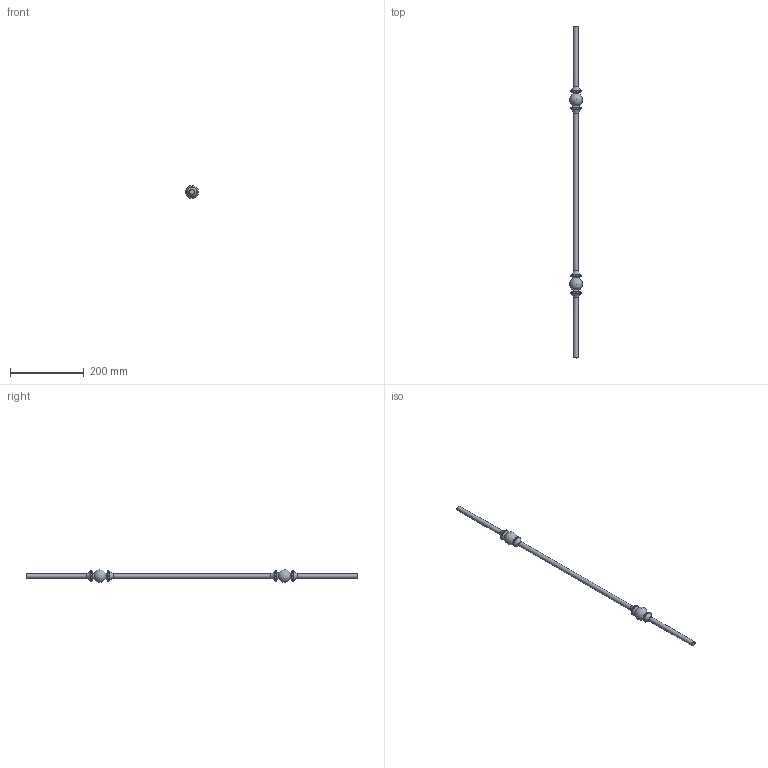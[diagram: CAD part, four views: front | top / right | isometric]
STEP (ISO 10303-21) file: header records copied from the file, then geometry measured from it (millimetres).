
FILE_DESCRIPTION (( 'STEP AP203' ), '1' );
FILE_NAME ('1286.STEP', '2024-04-16T11:06:48', ( '' ), ( '' ), 'SwSTEP 2.0', 'SolidWorks 2018', '' );
FILE_SCHEMA (( 'CONFIG_CONTROL_DESIGN' ));
Length unit declared in the file: millimetre
Products named in the file (1): 1286
Bounding box: 34.82 x 900 x 35 mm (x, y, z)
Volume: 172321.7 mm3; surface area: 45215.6 mm2
Topology: 1 solids, 1 shells, 198 faces, 510 edges, 332 vertices
Faces by surface type: plane 89, bspline 80, torus 16, cylinder 7, cone 4, sphere 2
Full cylindrical faces by diameter (mm): 13 x3, 28 x4
Entity records: 9892 total; most frequent: CARTESIAN_POINT 5668, ORIENTED_EDGE 954, DIRECTION 585, EDGE_CURVE 477, VERTEX_POINT 328, VECTOR 287, LINE 287, EDGE_LOOP 245
